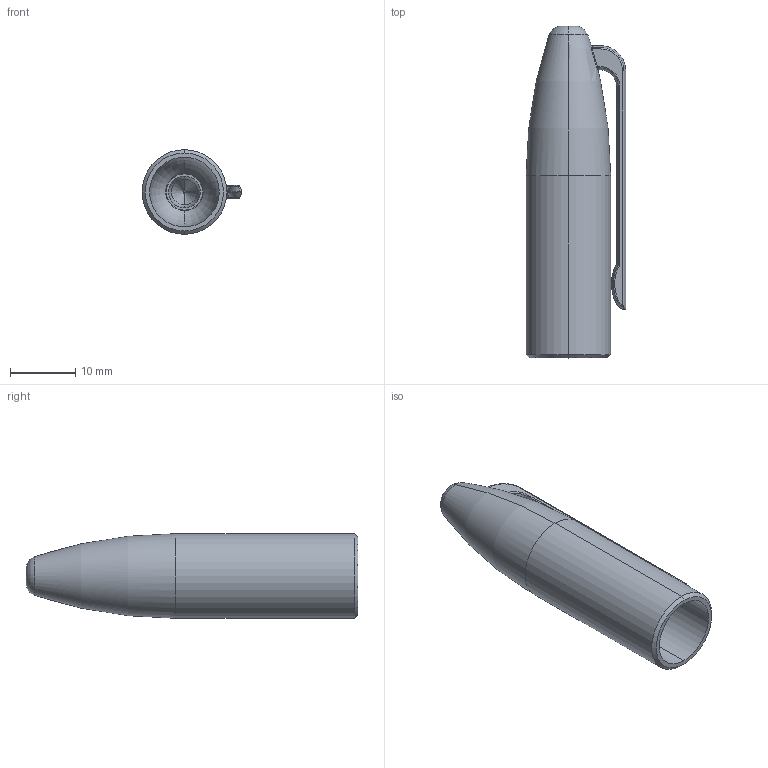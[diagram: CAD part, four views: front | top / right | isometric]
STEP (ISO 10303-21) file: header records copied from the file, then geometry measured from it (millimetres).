
FILE_DESCRIPTION (( 'STEP AP214' ), '1' );
FILE_NAME ('Sharpie Marker Cap.STEP', '2022-07-27T06:09:01', ( '' ), ( '' ), 'SwSTEP 2.0', 'SolidWorks 2022', '' );
FILE_SCHEMA (( 'AUTOMOTIVE_DESIGN' ));
Length unit declared in the file: millimetre
Products named in the file (1): Sharpie Marker Cap
Bounding box: 15.34 x 51 x 13 mm (x, y, z)
Volume: 3332.6 mm3; surface area: 3270.6 mm2
Topology: 1 solids, 1 shells, 87 faces, 191 edges, 103 vertices
Faces by surface type: bspline 24, cylinder 18, torus 17, plane 13, cone 8, sphere 7
Entity records: 2896 total; most frequent: CARTESIAN_POINT 1142, ORIENTED_EDGE 362, DIRECTION 360, EDGE_CURVE 181, AXIS2_PLACEMENT_3D 159, VERTEX_POINT 99, CIRCLE 95, EDGE_LOOP 90
